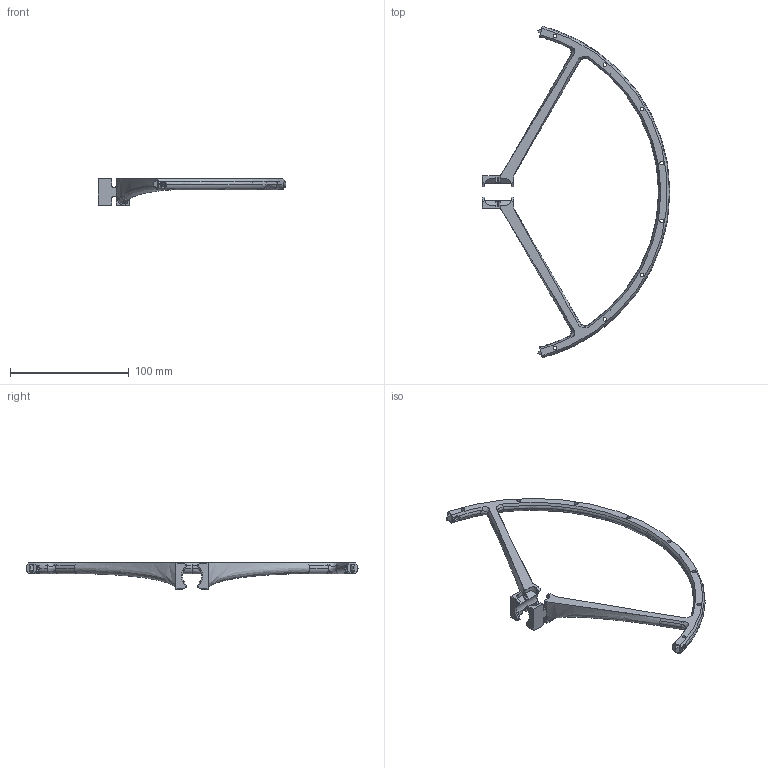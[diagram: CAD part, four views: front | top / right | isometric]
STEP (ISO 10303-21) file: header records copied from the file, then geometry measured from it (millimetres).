
FILE_DESCRIPTION (( 'STEP AP214' ), '1' );
FILE_NAME ('2021 08-05 SSS VRC NXP Prop Guard (Motor Mount).STEP', '2021-09-28T17:42:47', ( '' ), ( '' ), 'SwSTEP 2.0', 'SolidWorks 2021', '' );
FILE_SCHEMA (( 'AUTOMOTIVE_DESIGN' ));
Length unit declared in the file: inch
Products named in the file (1): 2021 08-05 SSS VRC NXP Prop Guard (Motor Mount)
Bounding box: 157.8 x 279.08 x 22.53 mm (x, y, z)
Volume: 53865.6 mm3; surface area: 23833.9 mm2
Topology: 1 solids, 1 shells, 332 faces, 851 edges, 525 vertices
Faces by surface type: plane 89, cylinder 82, torus 70, bspline 64, cone 27
Entity records: 14561 total; most frequent: CARTESIAN_POINT 6943, ORIENTED_EDGE 1698, DIRECTION 1493, EDGE_CURVE 849, AXIS2_PLACEMENT_3D 609, VERTEX_POINT 525, EDGE_LOOP 358, CIRCLE 340
